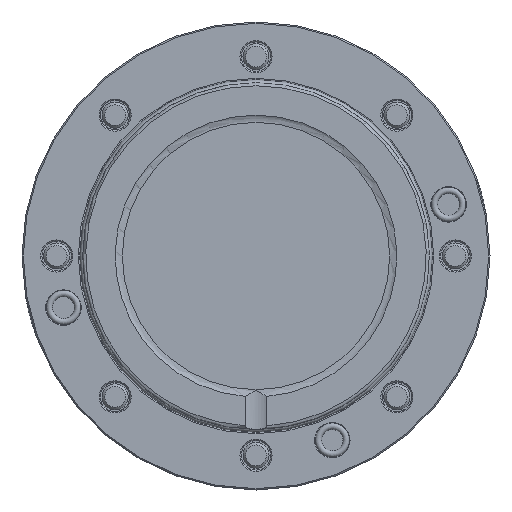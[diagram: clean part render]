
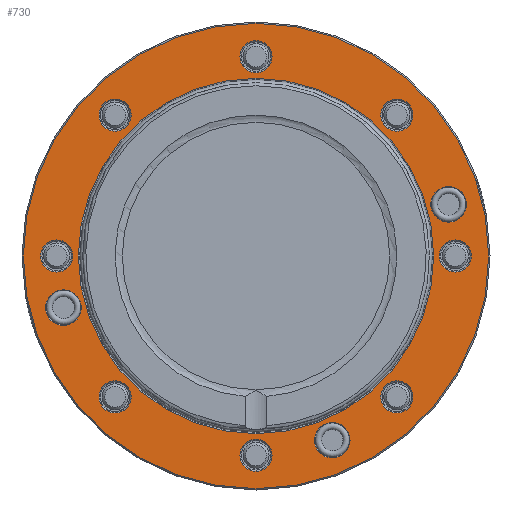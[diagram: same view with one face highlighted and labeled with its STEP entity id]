
A CAD part, front view. The second image highlights one B-rep face of the part: STEP entity #730.
In plain terms, the highlighted planar face has unit normal (0, -1, 0).
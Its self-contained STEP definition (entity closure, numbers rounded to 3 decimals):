
#19 = VERTEX_POINT ( 'NONE', #2024 ) ;
#67 = DIRECTION ( 'NONE',  ( 0., 1., 0. ) ) ;
#171 = CARTESIAN_POINT ( 'NONE',  ( 32.527, -13., 32.527 ) ) ;
#182 = FACE_OUTER_BOUND ( 'NONE', #9310, .T. ) ;
#201 = ORIENTED_EDGE ( 'NONE', *, *, #9949, .T. ) ;
#262 = VERTEX_POINT ( 'NONE', #7499 ) ;
#303 = CARTESIAN_POINT ( 'NONE',  ( 29.911, -13., -35.143 ) ) ;
#398 = DIRECTION ( 'NONE',  ( 0., 1., 0. ) ) ;
#588 = FACE_BOUND ( 'NONE', #3296, .T. ) ;
#625 = CARTESIAN_POINT ( 'NONE',  ( -32.527, -13., -32.527 ) ) ;
#675 = VERTEX_POINT ( 'NONE', #3881 ) ;
#730 = ADVANCED_FACE ( 'NONE', ( #4223, #841, #10267, #9082, #182, #10520, #10942, #4081, #8270, #9214, #588, #7177, #3806 ), #10170, .F. ) ;
#744 = CIRCLE ( 'NONE', #10233, 4.1 ) ;
#757 = EDGE_LOOP ( 'NONE', ( #9825 ) ) ;
#787 = DIRECTION ( 'NONE',  ( -0.707, 0., -0.707 ) ) ;
#841 = FACE_BOUND ( 'NONE', #6163, .T. ) ;
#931 = EDGE_CURVE ( 'NONE', #4192, #4192, #4751, .T. ) ;
#972 = CARTESIAN_POINT ( 'NONE',  ( 44.433, -13., 16.006 ) ) ;
#1024 = DIRECTION ( 'NONE',  ( 0., 1., 0. ) ) ;
#1071 = DIRECTION ( 'NONE',  ( 0., 1., 0. ) ) ;
#1132 = ORIENTED_EDGE ( 'NONE', *, *, #2649, .T. ) ;
#1175 = DIRECTION ( 'NONE',  ( 0.707, 0., 0.707 ) ) ;
#1227 = CARTESIAN_POINT ( 'NONE',  ( -46., -13., 3.7 ) ) ;
#1301 = EDGE_LOOP ( 'NONE', ( #201 ) ) ;
#1355 = DIRECTION ( 'NONE',  ( 0., 0., 1. ) ) ;
#1380 = CARTESIAN_POINT ( 'NONE',  ( 17.603, -13., -38.398 ) ) ;
#1467 = ORIENTED_EDGE ( 'NONE', *, *, #1939, .T. ) ;
#1698 = CIRCLE ( 'NONE', #10331, 3.7 ) ;
#1939 = EDGE_CURVE ( 'NONE', #6865, #6865, #4041, .T. ) ;
#2024 = CARTESIAN_POINT ( 'NONE',  ( 0., -13., 40.996 ) ) ;
#2162 = ORIENTED_EDGE ( 'NONE', *, *, #2718, .T. ) ;
#2239 = EDGE_CURVE ( 'NONE', #675, #675, #5496, .T. ) ;
#2285 = DIRECTION ( 'NONE',  ( 0., 1., 0. ) ) ;
#2338 = DIRECTION ( 'NONE',  ( 0., 1., 0. ) ) ;
#2376 = AXIS2_PLACEMENT_3D ( 'NONE', #8391, #3188, #1355 ) ;
#2387 = CARTESIAN_POINT ( 'NONE',  ( -44.433, -13., -7.806 ) ) ;
#2466 = CARTESIAN_POINT ( 'NONE',  ( 0., -13., 46. ) ) ;
#2467 = DIRECTION ( 'NONE',  ( 0., 1., 0. ) ) ;
#2541 = EDGE_LOOP ( 'NONE', ( #10325 ) ) ;
#2649 = EDGE_CURVE ( 'NONE', #19, #19, #8459, .T. ) ;
#2718 = EDGE_CURVE ( 'NONE', #8098, #8098, #5213, .T. ) ;
#2797 = DIRECTION ( 'NONE',  ( 0., 0., 1. ) ) ;
#2854 = AXIS2_PLACEMENT_3D ( 'NONE', #5798, #9340, #787 ) ;
#2860 = AXIS2_PLACEMENT_3D ( 'NONE', #625, #2338, #6740 ) ;
#2952 = VERTEX_POINT ( 'NONE', #4628 ) ;
#3053 = EDGE_LOOP ( 'NONE', ( #1132 ) ) ;
#3120 = DIRECTION ( 'NONE',  ( 0., 0., 1. ) ) ;
#3147 = CIRCLE ( 'NONE', #2854, 3.7 ) ;
#3188 = DIRECTION ( 'NONE',  ( 0., 1., 0. ) ) ;
#3296 = EDGE_LOOP ( 'NONE', ( #8742 ) ) ;
#3303 = EDGE_LOOP ( 'NONE', ( #6823 ) ) ;
#3375 = DIRECTION ( 'NONE',  ( 0., 0., 1. ) ) ;
#3476 = VERTEX_POINT ( 'NONE', #303 ) ;
#3590 = DIRECTION ( 'NONE',  ( 0., 1., 0. ) ) ;
#3668 = CIRCLE ( 'NONE', #8382, 4.1 ) ;
#3738 = CARTESIAN_POINT ( 'NONE',  ( -32.527, -13., 32.527 ) ) ;
#3746 = VERTEX_POINT ( 'NONE', #1380 ) ;
#3806 = FACE_BOUND ( 'NONE', #1301, .T. ) ;
#3866 = ORIENTED_EDGE ( 'NONE', *, *, #5419, .T. ) ;
#3881 = CARTESIAN_POINT ( 'NONE',  ( 0., -13., 53.7 ) ) ;
#3972 = EDGE_CURVE ( 'NONE', #2952, #2952, #1698, .T. ) ;
#4041 = CIRCLE ( 'NONE', #6278, 4.1 ) ;
#4081 = FACE_BOUND ( 'NONE', #3303, .T. ) ;
#4102 = CARTESIAN_POINT ( 'NONE',  ( -29.911, -13., 35.143 ) ) ;
#4192 = VERTEX_POINT ( 'NONE', #6258 ) ;
#4223 = FACE_BOUND ( 'NONE', #9549, .T. ) ;
#4270 = CARTESIAN_POINT ( 'NONE',  ( 40.996, -13., 0. ) ) ;
#4470 = DIRECTION ( 'NONE',  ( 0., 0., 1. ) ) ;
#4501 = CARTESIAN_POINT ( 'NONE',  ( 0., -13., 0. ) ) ;
#4549 = EDGE_CURVE ( 'NONE', #9559, #9559, #9935, .T. ) ;
#4628 = CARTESIAN_POINT ( 'NONE',  ( 35.143, -13., 29.911 ) ) ;
#4731 = CARTESIAN_POINT ( 'NONE',  ( -44.433, -13., -11.906 ) ) ;
#4748 = AXIS2_PLACEMENT_3D ( 'NONE', #10551, #3590, #9636 ) ;
#4751 = CIRCLE ( 'NONE', #4748, 3.7 ) ;
#4899 = AXIS2_PLACEMENT_3D ( 'NONE', #11134, #7771, #6038 ) ;
#5058 = EDGE_CURVE ( 'NONE', #3476, #3476, #3147, .T. ) ;
#5213 = CIRCLE ( 'NONE', #10971, 3.7 ) ;
#5224 = EDGE_LOOP ( 'NONE', ( #7824 ) ) ;
#5367 = VERTEX_POINT ( 'NONE', #5905 ) ;
#5419 = EDGE_CURVE ( 'NONE', #3746, #3746, #3668, .T. ) ;
#5496 = CIRCLE ( 'NONE', #5840, 53.7 ) ;
#5497 = CARTESIAN_POINT ( 'NONE',  ( 3.7, -13., 46. ) ) ;
#5548 = DIRECTION ( 'NONE',  ( 0., 0., 1. ) ) ;
#5695 = CARTESIAN_POINT ( 'NONE',  ( 44.433, -13., 11.906 ) ) ;
#5798 = CARTESIAN_POINT ( 'NONE',  ( 32.527, -13., -32.527 ) ) ;
#5840 = AXIS2_PLACEMENT_3D ( 'NONE', #4501, #1024, #4470 ) ;
#5841 = CIRCLE ( 'NONE', #9580, 3.7 ) ;
#5905 = CARTESIAN_POINT ( 'NONE',  ( -35.143, -13., -29.911 ) ) ;
#6038 = DIRECTION ( 'NONE',  ( 0., 0., 1. ) ) ;
#6163 = EDGE_LOOP ( 'NONE', ( #1467 ) ) ;
#6258 = CARTESIAN_POINT ( 'NONE',  ( 46., -13., -3.7 ) ) ;
#6278 = AXIS2_PLACEMENT_3D ( 'NONE', #5695, #2285, #3120 ) ;
#6459 = EDGE_LOOP ( 'NONE', ( #8596 ) ) ;
#6698 = CARTESIAN_POINT ( 'NONE',  ( 0., -13., -46. ) ) ;
#6740 = DIRECTION ( 'NONE',  ( -0.707, 0., 0.707 ) ) ;
#6823 = ORIENTED_EDGE ( 'NONE', *, *, #7381, .T. ) ;
#6865 = VERTEX_POINT ( 'NONE', #972 ) ;
#7142 = DIRECTION ( 'NONE',  ( 0., 1., 0. ) ) ;
#7177 = FACE_BOUND ( 'NONE', #7286, .T. ) ;
#7286 = EDGE_LOOP ( 'NONE', ( #2162 ) ) ;
#7381 = EDGE_CURVE ( 'NONE', #262, #262, #7806, .T. ) ;
#7398 = VERTEX_POINT ( 'NONE', #4102 ) ;
#7499 = CARTESIAN_POINT ( 'NONE',  ( -3.7, -13., -46. ) ) ;
#7735 = DIRECTION ( 'NONE',  ( 0., 1., 0. ) ) ;
#7771 = DIRECTION ( 'NONE',  ( 0., 1., 0. ) ) ;
#7806 = CIRCLE ( 'NONE', #9136, 3.7 ) ;
#7824 = ORIENTED_EDGE ( 'NONE', *, *, #4549, .T. ) ;
#7911 = CARTESIAN_POINT ( 'NONE',  ( 17.603, -13., -42.498 ) ) ;
#8098 = VERTEX_POINT ( 'NONE', #5497 ) ;
#8270 = FACE_BOUND ( 'NONE', #2541, .T. ) ;
#8382 = AXIS2_PLACEMENT_3D ( 'NONE', #7911, #7142, #2797 ) ;
#8391 = CARTESIAN_POINT ( 'NONE',  ( 0., -13., 0. ) ) ;
#8459 = CIRCLE ( 'NONE', #2376, 40.996 ) ;
#8596 = ORIENTED_EDGE ( 'NONE', *, *, #931, .T. ) ;
#8742 = ORIENTED_EDGE ( 'NONE', *, *, #3972, .T. ) ;
#8759 = VERTEX_POINT ( 'NONE', #2387 ) ;
#9082 = FACE_BOUND ( 'NONE', #3053, .T. ) ;
#9136 = AXIS2_PLACEMENT_3D ( 'NONE', #6698, #11036, #9247 ) ;
#9186 = EDGE_CURVE ( 'NONE', #5367, #5367, #9765, .T. ) ;
#9214 = FACE_BOUND ( 'NONE', #6459, .T. ) ;
#9247 = DIRECTION ( 'NONE',  ( -1., 0., 0. ) ) ;
#9310 = EDGE_LOOP ( 'NONE', ( #10077 ) ) ;
#9340 = DIRECTION ( 'NONE',  ( 0., 1., 0. ) ) ;
#9345 = DIRECTION ( 'NONE',  ( 1., 0., 0. ) ) ;
#9543 = EDGE_CURVE ( 'NONE', #8759, #8759, #744, .T. ) ;
#9549 = EDGE_LOOP ( 'NONE', ( #3866 ) ) ;
#9559 = VERTEX_POINT ( 'NONE', #1227 ) ;
#9580 = AXIS2_PLACEMENT_3D ( 'NONE', #3738, #1071, #1175 ) ;
#9636 = DIRECTION ( 'NONE',  ( 0., 0., -1. ) ) ;
#9690 = EDGE_LOOP ( 'NONE', ( #10453 ) ) ;
#9765 = CIRCLE ( 'NONE', #2860, 3.7 ) ;
#9776 = AXIS2_PLACEMENT_3D ( 'NONE', #4270, #2467, #3375 ) ;
#9825 = ORIENTED_EDGE ( 'NONE', *, *, #9186, .T. ) ;
#9935 = CIRCLE ( 'NONE', #4899, 3.7 ) ;
#9949 = EDGE_CURVE ( 'NONE', #7398, #7398, #5841, .T. ) ;
#10077 = ORIENTED_EDGE ( 'NONE', *, *, #2239, .F. ) ;
#10170 = PLANE ( 'NONE',  #9776 ) ;
#10233 = AXIS2_PLACEMENT_3D ( 'NONE', #4731, #398, #5548 ) ;
#10267 = FACE_BOUND ( 'NONE', #9690, .T. ) ;
#10325 = ORIENTED_EDGE ( 'NONE', *, *, #5058, .T. ) ;
#10331 = AXIS2_PLACEMENT_3D ( 'NONE', #171, #67, #10421 ) ;
#10421 = DIRECTION ( 'NONE',  ( 0.707, 0., -0.707 ) ) ;
#10453 = ORIENTED_EDGE ( 'NONE', *, *, #9543, .T. ) ;
#10520 = FACE_BOUND ( 'NONE', #5224, .T. ) ;
#10551 = CARTESIAN_POINT ( 'NONE',  ( 46., -13., 0. ) ) ;
#10942 = FACE_BOUND ( 'NONE', #757, .T. ) ;
#10971 = AXIS2_PLACEMENT_3D ( 'NONE', #2466, #7735, #9345 ) ;
#11036 = DIRECTION ( 'NONE',  ( 0., 1., 0. ) ) ;
#11134 = CARTESIAN_POINT ( 'NONE',  ( -46., -13., 0. ) ) ;
